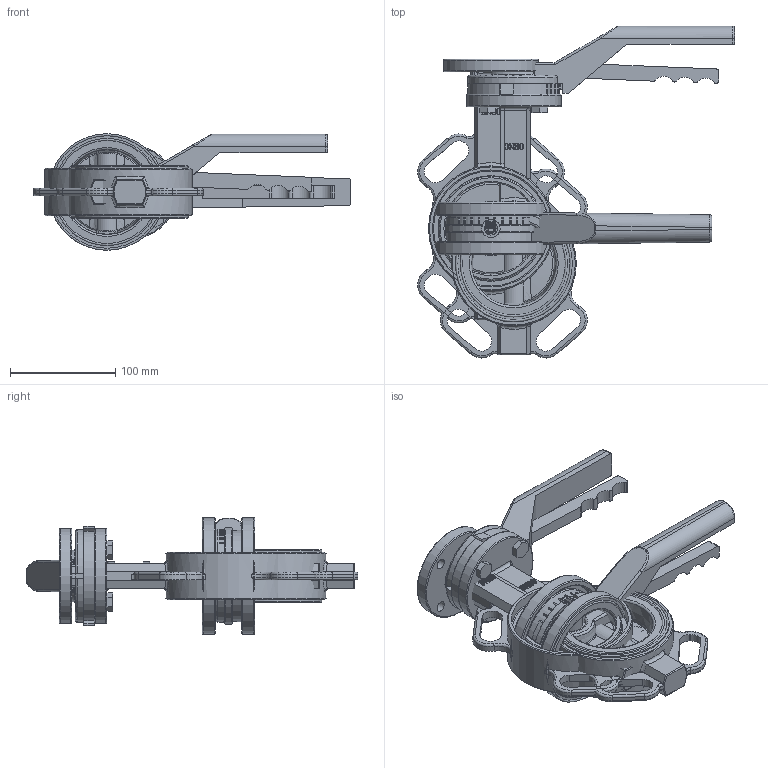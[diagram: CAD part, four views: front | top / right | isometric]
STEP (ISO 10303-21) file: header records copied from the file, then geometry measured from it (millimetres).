
FILE_DESCRIPTION( ( 'Unknown' ), '1' );
FILE_NAME( 'WAFER_DN80.stp', 'Unknown', ( 'Unknown' ), ( 'Unknown' ), 'PSStep 13.0', 'Unknown', ' ' );
FILE_SCHEMA( ( 'AUTOMOTIVE_DESIGN { 1 0 10303 214 1 1 1 1 }' ) );
Length unit declared in the file: millimetre
Products named in the file (14): Handhebel 040-150; Assem1; WAFER-DN80; bushing1; shaft2; shaft1; disc; seat; DN80概极; DIN912M5x30; DIN934_M5; ISO-Flansch; M8x20
Bounding box: 301.64 x 315.9 x 111 mm (x, y, z)
Surface area: 708653.8 mm2 (no closed solid volume)
Topology: 0 solids, 2520 shells, 2520 faces, 12843 edges, 12520 vertices
Faces by surface type: plane 1093, cylinder 651, extrusion 363, torus 222, bspline 126, cone 65
Full cylindrical faces by diameter (mm): 4.134 x3, 4.917 x12, 5 x6, 6 x6, 6.647 x12, 7 x12, 8 x8, 8.5 x3, 9 x12, 10 x15, 12.6 x15, 12.75 x3, 12.83 x5, 14.5 x3, 17.45 x12, 17.53 x5, 21.786 x6, 23 x3, 24 x3, 56 x3, 87 x6, 87.6 x6, 90 x3, 98.5 x6, 99 x6, 111 x6, 111.3 x6, 119 x3
Entity records: 63564 total; most frequent: CARTESIAN_POINT 26646, DIRECTION 5871, ORIENTED_EDGE 4096, EDGE_CURVE 4096, VERTEX_POINT 4096, VECTOR 2157, LINE 2036, AXIS2_PLACEMENT_3D 1857
